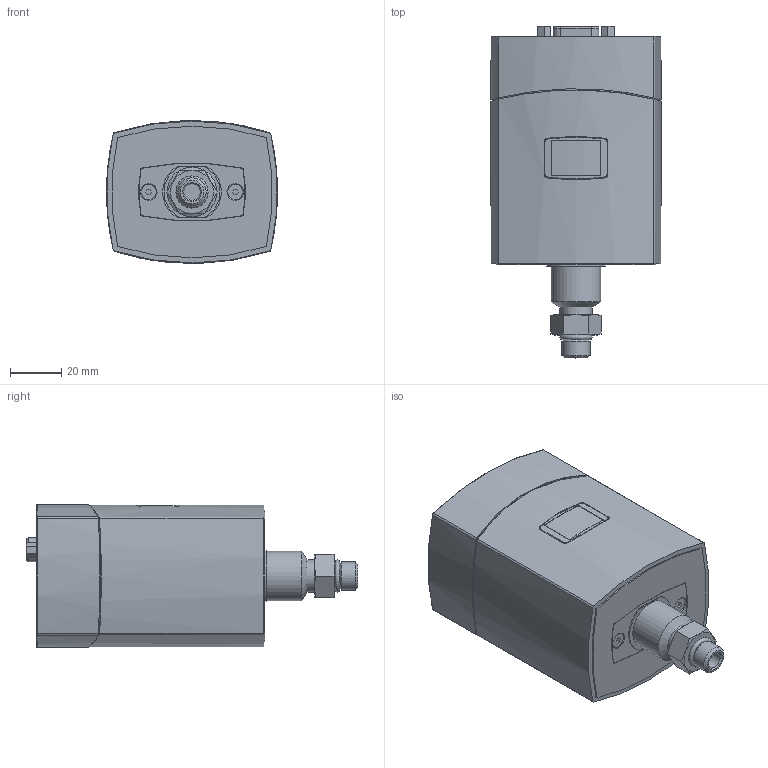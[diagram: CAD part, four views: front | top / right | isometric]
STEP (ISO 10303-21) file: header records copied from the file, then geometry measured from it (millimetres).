
FILE_DESCRIPTION(/* description */ (''),/* implementation_level */ '2;1');
FILE_NAME(/* name */ 'MPSG55x_Plug_RS485_UNF.stp',/* time_stamp */ '2019-10-09T15:51:05+02:00',/* author */ ('BEM'),/* organization */ (''),/* preprocessor_version */ 'ST-DEVELOPER v17',/* originating_system */ 'Autodesk Inventor 2018',/* authorisation */ '');
FILE_SCHEMA (('AUTOMOTIVE_DESIGN { 1 0 10303 214 3 1 1 }'));
Length unit declared in the file: millimetre
Products named in the file (1): Bauteil10
Bounding box: 67 x 130.1 x 56 mm (x, y, z)
Volume: 75136.3 mm3; surface area: 74343.7 mm2
Topology: 21 solids, 21 shells, 1132 faces, 2997 edges, 1986 vertices
Faces by surface type: plane 773, cylinder 262, bspline 39, cone 36, torus 22
Full cylindrical faces by diameter (mm): 1.1 x2, 1.3 x3, 2.156 x2, 2.6 x4, 2.8 x3, 2.845 x2, 2.9 x3, 3 x10, 3.2 x7, 3.4 x3, 3.6 x2, 4 x1, 4.2 x1, 6 x2, 6.5 x2, 9.2 x1, 11.11 x1, 12.7 x1, 16 x1, 18 x1, 19 x1, 19.5 x1
Entity records: 37286 total; most frequent: CARTESIAN_POINT 7755, ORIENTED_EDGE 5990, DIRECTION 5555, EDGE_CURVE 2995, LINE 2207, VECTOR 2207, VERTEX_POINT 1986, AXIS2_PLACEMENT_3D 1674
